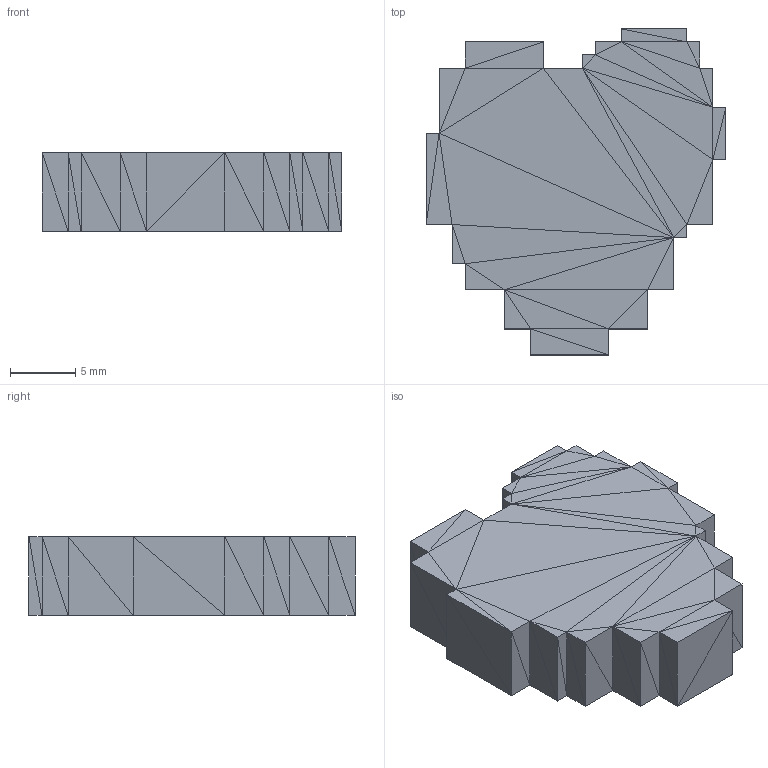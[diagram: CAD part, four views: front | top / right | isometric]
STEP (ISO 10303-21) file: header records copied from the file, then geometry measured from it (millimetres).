
FILE_DESCRIPTION(/* description */ (''),/* implementation_level */ '2;1');
FILE_NAME(/* name */ 'heart_mask-v2.step',/* time_stamp */ '2023-10-07T22:59:53+01:00',/* author */ (''),/* organization */ (''),/* preprocessor_version */ 'ST-DEVELOPER v20',/* originating_system */ 'Autodesk Translation Framework v12.14.0.127',/* authorisation */ '');
FILE_SCHEMA (('AUTOMOTIVE_DESIGN { 1 0 10303 214 3 1 1 }'));
Length unit declared in the file: millimetre
Products named in the file (1): (Unsaved)
Bounding box: 23 x 25 x 6 mm (x, y, z)
Volume: 2556 mm3; surface area: 1452 mm2
Topology: 1 solids, 1 shells, 156 faces, 234 edges, 80 vertices
Faces by surface type: plane 156
Entity records: 3087 total; most frequent: DIRECTION 548, CARTESIAN_POINT 471, ORIENTED_EDGE 468, LINE 234, VECTOR 234, EDGE_CURVE 234, AXIS2_PLACEMENT_3D 157, FACE_OUTER_BOUND 156
